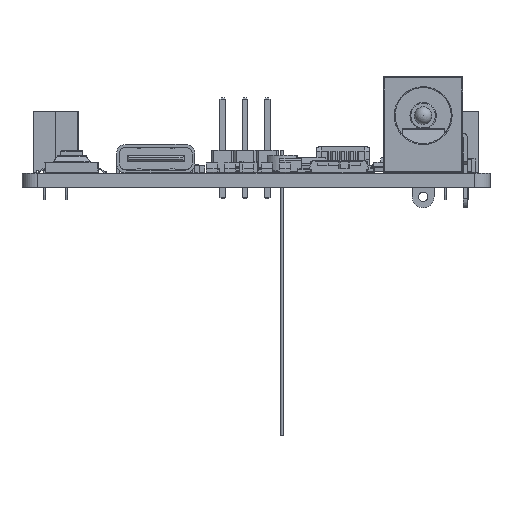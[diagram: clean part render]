
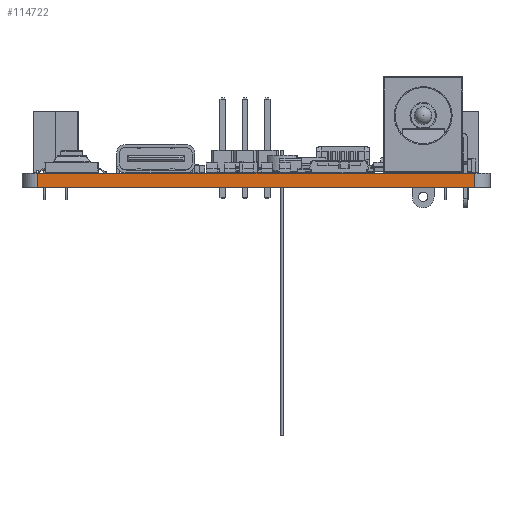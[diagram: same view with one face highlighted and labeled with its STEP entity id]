
A CAD part, left-side view. The second image highlights one B-rep face of the part: STEP entity #114722.
In plain terms, the highlighted planar face has unit normal (-1, 0, 0).
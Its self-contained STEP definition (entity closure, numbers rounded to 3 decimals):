
#110765 = VERTEX_POINT('',#110766);
#110766 = CARTESIAN_POINT('',(108.966,-38.354,0.));
#110773 = EDGE_CURVE('',#110774,#110765,#110776,.T.);
#110774 = VERTEX_POINT('',#110775);
#110775 = CARTESIAN_POINT('',(108.966,-88.138,0.));
#110776 = LINE('',#110777,#110778);
#110777 = CARTESIAN_POINT('',(108.966,-88.138,0.));
#110778 = VECTOR('',#110779,1.);
#110779 = DIRECTION('',(0.,1.,0.));
#112717 = VERTEX_POINT('',#112718);
#112718 = CARTESIAN_POINT('',(108.966,-38.354,1.6));
#112725 = EDGE_CURVE('',#112726,#112717,#112728,.T.);
#112726 = VERTEX_POINT('',#112727);
#112727 = CARTESIAN_POINT('',(108.966,-88.138,1.6));
#112728 = LINE('',#112729,#112730);
#112729 = CARTESIAN_POINT('',(108.966,-88.138,1.6));
#112730 = VECTOR('',#112731,1.);
#112731 = DIRECTION('',(0.,1.,0.));
#114692 = EDGE_CURVE('',#110765,#112717,#114693,.T.);
#114693 = LINE('',#114694,#114695);
#114694 = CARTESIAN_POINT('',(108.966,-38.354,0.));
#114695 = VECTOR('',#114696,1.);
#114696 = DIRECTION('',(0.,0.,1.));
#114722 = ADVANCED_FACE('',(#114723),#114734,.T.);
#114723 = FACE_BOUND('',#114724,.T.);
#114724 = EDGE_LOOP('',(#114725,#114731,#114732,#114733));
#114725 = ORIENTED_EDGE('',*,*,#114726,.T.);
#114726 = EDGE_CURVE('',#110774,#112726,#114727,.T.);
#114727 = LINE('',#114728,#114729);
#114728 = CARTESIAN_POINT('',(108.966,-88.138,0.));
#114729 = VECTOR('',#114730,1.);
#114730 = DIRECTION('',(0.,0.,1.));
#114731 = ORIENTED_EDGE('',*,*,#112725,.T.);
#114732 = ORIENTED_EDGE('',*,*,#114692,.F.);
#114733 = ORIENTED_EDGE('',*,*,#110773,.F.);
#114734 = PLANE('',#114735);
#114735 = AXIS2_PLACEMENT_3D('',#114736,#114737,#114738);
#114736 = CARTESIAN_POINT('',(108.966,-88.138,0.));
#114737 = DIRECTION('',(-1.,0.,0.));
#114738 = DIRECTION('',(0.,1.,0.));
